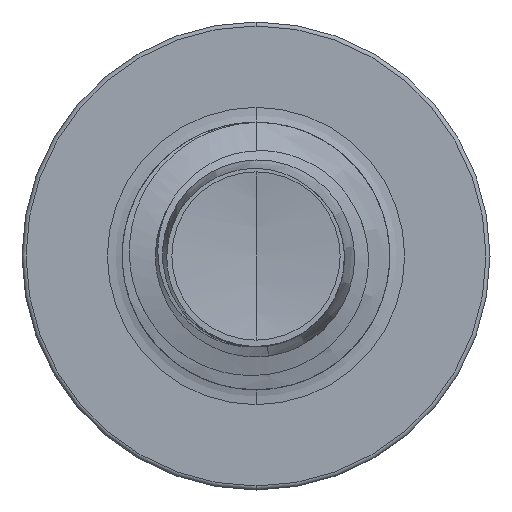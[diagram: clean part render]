
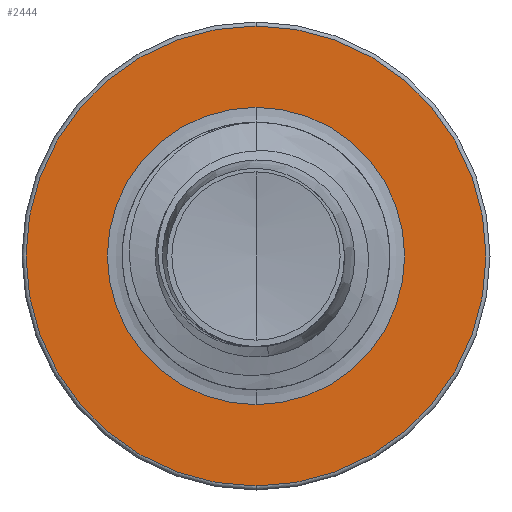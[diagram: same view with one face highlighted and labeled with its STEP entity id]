
A CAD part, front view. The second image highlights one B-rep face of the part: STEP entity #2444.
In plain terms, the highlighted planar face has unit normal (0, -1, 0).
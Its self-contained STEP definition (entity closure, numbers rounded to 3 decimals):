
#1490 = VERTEX_POINT ( 'NONE', #13598 ) ;
#1742 = ORIENTED_EDGE ( 'NONE', *, *, #27338, .T. ) ;
#2444 = ADVANCED_FACE ( 'NONE', ( #13962, #17907 ), #6535, .F. ) ;
#2964 = AXIS2_PLACEMENT_3D ( 'NONE', #13895, #29708, #16182 ) ;
#3960 = DIRECTION ( 'NONE',  ( 0., 1., 0. ) ) ;
#4041 = EDGE_LOOP ( 'NONE', ( #1742, #20060 ) ) ;
#4904 = EDGE_LOOP ( 'NONE', ( #21717, #9940 ) ) ;
#5703 = DIRECTION ( 'NONE',  ( 0., 1., 0. ) ) ;
#6535 = PLANE ( 'NONE',  #13009 ) ;
#6541 = DIRECTION ( 'NONE',  ( 0., 0., 1. ) ) ;
#8777 = CARTESIAN_POINT ( 'NONE',  ( 0., 8., -1.112 ) ) ;
#9940 = ORIENTED_EDGE ( 'NONE', *, *, #27391, .F. ) ;
#10146 = AXIS2_PLACEMENT_3D ( 'NONE', #25342, #11835, #27627 ) ;
#11835 = DIRECTION ( 'NONE',  ( 0., 1., 0. ) ) ;
#13009 = AXIS2_PLACEMENT_3D ( 'NONE', #15588, #15219, #6541 ) ;
#13598 = CARTESIAN_POINT ( 'NONE',  ( 0., 8., 1.112 ) ) ;
#13895 = CARTESIAN_POINT ( 'NONE',  ( 0., 8., 0. ) ) ;
#13962 = FACE_OUTER_BOUND ( 'NONE', #4904, .T. ) ;
#14747 = CIRCLE ( 'NONE', #16383, 1.72 ) ;
#15219 = DIRECTION ( 'NONE',  ( 0., 1., 0. ) ) ;
#15588 = CARTESIAN_POINT ( 'NONE',  ( 0., 8., -1.112 ) ) ;
#16148 = CIRCLE ( 'NONE', #10146, 1.112 ) ;
#16182 = DIRECTION ( 'NONE',  ( 0., 0., 1. ) ) ;
#16383 = AXIS2_PLACEMENT_3D ( 'NONE', #19909, #5703, #22156 ) ;
#16442 = VERTEX_POINT ( 'NONE', #8777 ) ;
#16792 = CARTESIAN_POINT ( 'NONE',  ( 0., 8., 1.72 ) ) ;
#17441 = VERTEX_POINT ( 'NONE', #16792 ) ;
#17907 = FACE_BOUND ( 'NONE', #4041, .T. ) ;
#18368 = CARTESIAN_POINT ( 'NONE',  ( 0., 8., 0. ) ) ;
#19909 = CARTESIAN_POINT ( 'NONE',  ( 0., 8., 0. ) ) ;
#20060 = ORIENTED_EDGE ( 'NONE', *, *, #21420, .T. ) ;
#20619 = DIRECTION ( 'NONE',  ( 0., 0., 1. ) ) ;
#20801 = VERTEX_POINT ( 'NONE', #30574 ) ;
#21420 = EDGE_CURVE ( 'NONE', #16442, #1490, #16148, .T. ) ;
#21717 = ORIENTED_EDGE ( 'NONE', *, *, #21906, .F. ) ;
#21906 = EDGE_CURVE ( 'NONE', #17441, #20801, #14747, .T. ) ;
#22156 = DIRECTION ( 'NONE',  ( 0., 0., 1. ) ) ;
#22655 = AXIS2_PLACEMENT_3D ( 'NONE', #18368, #3960, #20619 ) ;
#22803 = CIRCLE ( 'NONE', #22655, 1.112 ) ;
#25342 = CARTESIAN_POINT ( 'NONE',  ( 0., 8., 0. ) ) ;
#27301 = CIRCLE ( 'NONE', #2964, 1.72 ) ;
#27338 = EDGE_CURVE ( 'NONE', #1490, #16442, #22803, .T. ) ;
#27391 = EDGE_CURVE ( 'NONE', #20801, #17441, #27301, .T. ) ;
#27627 = DIRECTION ( 'NONE',  ( 0., 0., 1. ) ) ;
#29708 = DIRECTION ( 'NONE',  ( 0., 1., 0. ) ) ;
#30574 = CARTESIAN_POINT ( 'NONE',  ( 0., 8., -1.72 ) ) ;
